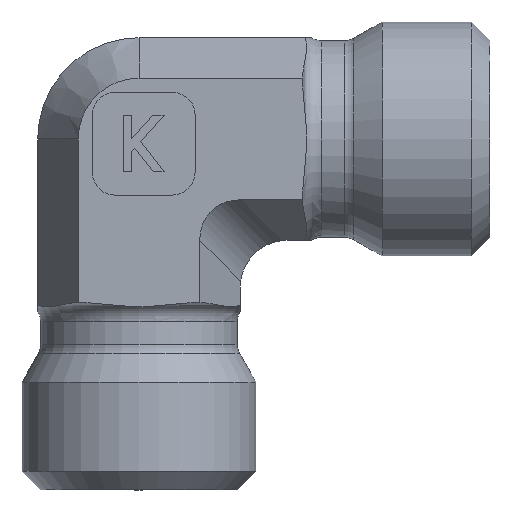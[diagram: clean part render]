
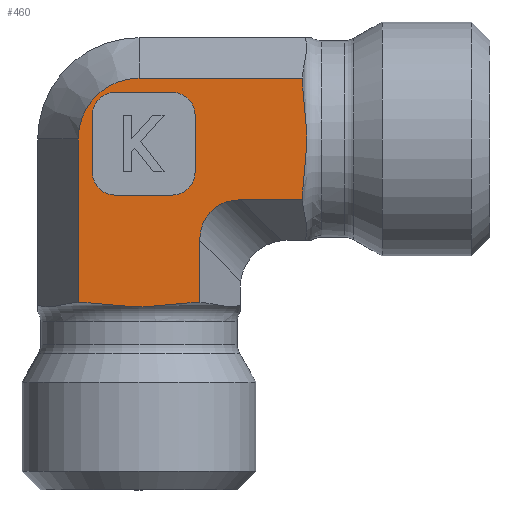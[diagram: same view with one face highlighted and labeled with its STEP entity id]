
A CAD part, left-side view. The second image highlights one B-rep face of the part: STEP entity #460.
In plain terms, the highlighted planar face has unit normal (-1, 0, 0).
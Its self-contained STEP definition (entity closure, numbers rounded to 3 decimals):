
#193=CARTESIAN_POINT('',(-24.485,7.364,2.));
#194=VERTEX_POINT('',#193);
#202=CARTESIAN_POINT('',(-24.485,11.723,2.));
#203=VERTEX_POINT('',#202);
#204=CARTESIAN_POINT('',(-24.485,11.723,2.));
#205=CARTESIAN_POINT('',(-24.485,11.502,2.));
#206=CARTESIAN_POINT('',(-24.485,11.237,1.979));
#207=CARTESIAN_POINT('',(-24.485,10.557,1.905));
#208=CARTESIAN_POINT('',(-24.485,10.007,1.824));
#209=CARTESIAN_POINT('',(-24.485,9.081,1.824));
#210=CARTESIAN_POINT('',(-24.485,8.531,1.905));
#211=CARTESIAN_POINT('',(-24.485,7.851,1.979));
#212=CARTESIAN_POINT('',(-24.485,7.586,2.));
#213=CARTESIAN_POINT('',(-24.485,7.364,2.));
#214=B_SPLINE_CURVE_WITH_KNOTS('',3,(#204,#205,#206,#207,#208,#209,#210,#211,#212,#213),.UNSPECIFIED.,.F.,.U.,(4,2,2,2,4),(0.554,0.62,0.759,0.898,0.964),.UNSPECIFIED.);
#215=EDGE_CURVE('',#203,#194,#214,.T.);
#287=CARTESIAN_POINT('',(-24.485,6.946,0.0));
#288=DIRECTION('',(-1.0,0.0,0.0));
#289=DIRECTION('',(0.0,0.0,1.0));
#290=AXIS2_PLACEMENT_3D('',#287,#288,#289);
#291=PLANE('',#290);
#292=ORIENTED_EDGE('',*,*,#215,.T.);
#293=CARTESIAN_POINT('',(-24.485,6.946,2.));
#294=VERTEX_POINT('',#293);
#295=CARTESIAN_POINT('',(-24.485,7.364,2.));
#296=DIRECTION('',(0.0,-1.0,0.0));
#297=VECTOR('',#296,0.419);
#298=LINE('',#295,#297);
#299=EDGE_CURVE('',#194,#294,#298,.T.);
#300=ORIENTED_EDGE('',*,*,#299,.T.);
#301=CARTESIAN_POINT('',(-24.485,6.946,4.67));
#302=VERTEX_POINT('',#301);
#303=CARTESIAN_POINT('',(-24.485,6.946,2.));
#304=DIRECTION('',(0.0,0.0,1.0));
#305=VECTOR('',#304,2.67);
#306=LINE('',#303,#305);
#307=EDGE_CURVE('',#294,#302,#306,.T.);
#308=ORIENTED_EDGE('',*,*,#307,.T.);
#309=CARTESIAN_POINT('',(-24.485,5.214,6.402));
#310=VERTEX_POINT('',#309);
#311=CARTESIAN_POINT('',(-24.485,4.636,4.093));
#312=DIRECTION('',(-1.0,0.0,0.0));
#313=DIRECTION('',(0.0,0.707,0.707));
#314=AXIS2_PLACEMENT_3D('',#311,#312,#313);
#315=ELLIPSE('',#314,2.582,2.0);
#316=EDGE_CURVE('',#310,#302,#315,.T.);
#317=ORIENTED_EDGE('',*,*,#316,.F.);
#318=CARTESIAN_POINT('',(-24.485,2.544,6.402));
#319=VERTEX_POINT('',#318);
#320=CARTESIAN_POINT('',(-24.485,5.214,6.402));
#321=DIRECTION('',(0.0,-1.0,0.0));
#322=VECTOR('',#321,2.67);
#323=LINE('',#320,#322);
#324=EDGE_CURVE('',#310,#319,#323,.T.);
#325=ORIENTED_EDGE('',*,*,#324,.T.);
#326=CARTESIAN_POINT('',(-24.485,2.544,6.821));
#327=VERTEX_POINT('',#326);
#328=CARTESIAN_POINT('',(-24.485,2.544,6.402));
#329=DIRECTION('',(0.0,0.0,1.0));
#330=VECTOR('',#329,0.419);
#331=LINE('',#328,#330);
#332=EDGE_CURVE('',#319,#327,#331,.T.);
#333=ORIENTED_EDGE('',*,*,#332,.T.);
#334=CARTESIAN_POINT('',(-24.485,2.544,11.179));
#335=VERTEX_POINT('',#334);
#336=CARTESIAN_POINT('',(-24.485,2.544,6.821));
#337=CARTESIAN_POINT('',(-24.485,2.544,7.042));
#338=CARTESIAN_POINT('',(-24.485,2.523,7.307));
#339=CARTESIAN_POINT('',(-24.485,2.448,7.987));
#340=CARTESIAN_POINT('',(-24.485,2.368,8.537));
#341=CARTESIAN_POINT('',(-24.485,2.368,9.463));
#342=CARTESIAN_POINT('',(-24.485,2.448,10.013));
#343=CARTESIAN_POINT('',(-24.485,2.523,10.693));
#344=CARTESIAN_POINT('',(-24.485,2.544,10.958));
#345=CARTESIAN_POINT('',(-24.485,2.544,11.179));
#346=B_SPLINE_CURVE_WITH_KNOTS('',3,(#336,#337,#338,#339,#340,#341,#342,#343,#344,#345),.UNSPECIFIED.,.F.,.U.,(4,2,2,2,4),(0.554,0.62,0.759,0.898,0.965),.UNSPECIFIED.);
#347=EDGE_CURVE('',#327,#335,#346,.T.);
#348=ORIENTED_EDGE('',*,*,#347,.T.);
#349=CARTESIAN_POINT('',(-24.485,2.544,11.598));
#350=VERTEX_POINT('',#349);
#351=CARTESIAN_POINT('',(-24.485,2.544,11.179));
#352=DIRECTION('',(0.0,0.0,1.0));
#353=VECTOR('',#352,0.419);
#354=LINE('',#351,#353);
#355=EDGE_CURVE('',#335,#350,#354,.T.);
#356=ORIENTED_EDGE('',*,*,#355,.T.);
#357=CARTESIAN_POINT('',(-24.485,9.544,11.598));
#358=VERTEX_POINT('',#357);
#359=CARTESIAN_POINT('',(-24.485,9.544,11.598));
#360=DIRECTION('',(0.0,-1.0,0.0));
#361=VECTOR('',#360,7.0);
#362=LINE('',#359,#361);
#363=EDGE_CURVE('',#358,#350,#362,.T.);
#364=ORIENTED_EDGE('',*,*,#363,.F.);
#365=CARTESIAN_POINT('',(-24.485,12.142,9.0));
#366=VERTEX_POINT('',#365);
#367=CARTESIAN_POINT('',(-24.485,9.544,9.0));
#368=DIRECTION('',(-1.0,0.0,0.0));
#369=DIRECTION('',(0.0,0.0,1.0));
#370=AXIS2_PLACEMENT_3D('',#367,#368,#369);
#371=CIRCLE('',#370,2.598);
#372=EDGE_CURVE('',#358,#366,#371,.T.);
#373=ORIENTED_EDGE('',*,*,#372,.T.);
#374=CARTESIAN_POINT('',(-24.485,12.142,2.));
#375=VERTEX_POINT('',#374);
#376=CARTESIAN_POINT('',(-24.485,12.142,2.));
#377=DIRECTION('',(0.0,0.0,1.0));
#378=VECTOR('',#377,7.);
#379=LINE('',#376,#378);
#380=EDGE_CURVE('',#375,#366,#379,.T.);
#381=ORIENTED_EDGE('',*,*,#380,.F.);
#382=CARTESIAN_POINT('',(-24.485,12.142,2.));
#383=DIRECTION('',(0.0,-1.0,0.0));
#384=VECTOR('',#383,0.419);
#385=LINE('',#382,#384);
#386=EDGE_CURVE('',#375,#203,#385,.T.);
#387=ORIENTED_EDGE('',*,*,#386,.T.);
#388=EDGE_LOOP('',(#292,#300,#308,#317,#325,#333,#348,#356,#364,#373,#381,#387));
#389=FACE_OUTER_BOUND('',#388,.T.);
#390=CARTESIAN_POINT('',(-24.485,10.544,11.));
#391=VERTEX_POINT('',#390);
#392=CARTESIAN_POINT('',(-24.485,11.544,10.));
#393=VERTEX_POINT('',#392);
#394=CARTESIAN_POINT('',(-24.485,10.544,10.));
#395=DIRECTION('',(-1.0,0.0,0.0));
#396=DIRECTION('',(0.0,0.707,0.707));
#397=AXIS2_PLACEMENT_3D('',#394,#395,#396);
#398=CIRCLE('',#397,1.0);
#399=EDGE_CURVE('',#391,#393,#398,.T.);
#400=ORIENTED_EDGE('',*,*,#399,.F.);
#401=CARTESIAN_POINT('',(-24.485,8.144,11.));
#402=VERTEX_POINT('',#401);
#403=CARTESIAN_POINT('',(-24.485,10.544,11.));
#404=DIRECTION('',(0.0,-1.0,0.0));
#405=VECTOR('',#404,2.4);
#406=LINE('',#403,#405);
#407=EDGE_CURVE('',#391,#402,#406,.T.);
#408=ORIENTED_EDGE('',*,*,#407,.T.);
#409=CARTESIAN_POINT('',(-24.485,7.144,10.));
#410=VERTEX_POINT('',#409);
#411=CARTESIAN_POINT('',(-24.485,8.144,10.));
#412=DIRECTION('',(-1.0,0.0,0.0));
#413=DIRECTION('',(0.0,-0.707,0.707));
#414=AXIS2_PLACEMENT_3D('',#411,#412,#413);
#415=CIRCLE('',#414,1.0);
#416=EDGE_CURVE('',#410,#402,#415,.T.);
#417=ORIENTED_EDGE('',*,*,#416,.F.);
#418=CARTESIAN_POINT('',(-24.485,7.144,7.6));
#419=VERTEX_POINT('',#418);
#420=CARTESIAN_POINT('',(-24.485,7.144,10.));
#421=DIRECTION('',(0.0,0.0,-1.0));
#422=VECTOR('',#421,2.4);
#423=LINE('',#420,#422);
#424=EDGE_CURVE('',#410,#419,#423,.T.);
#425=ORIENTED_EDGE('',*,*,#424,.T.);
#426=CARTESIAN_POINT('',(-24.485,8.144,6.6));
#427=VERTEX_POINT('',#426);
#428=CARTESIAN_POINT('',(-24.485,8.144,7.6));
#429=DIRECTION('',(-1.0,0.0,0.0));
#430=DIRECTION('',(0.0,-0.707,-0.707));
#431=AXIS2_PLACEMENT_3D('',#428,#429,#430);
#432=CIRCLE('',#431,1.0);
#433=EDGE_CURVE('',#427,#419,#432,.T.);
#434=ORIENTED_EDGE('',*,*,#433,.F.);
#435=CARTESIAN_POINT('',(-24.485,10.544,6.6));
#436=VERTEX_POINT('',#435);
#437=CARTESIAN_POINT('',(-24.485,8.144,6.6));
#438=DIRECTION('',(0.0,1.0,0.0));
#439=VECTOR('',#438,2.4);
#440=LINE('',#437,#439);
#441=EDGE_CURVE('',#427,#436,#440,.T.);
#442=ORIENTED_EDGE('',*,*,#441,.T.);
#443=CARTESIAN_POINT('',(-24.485,11.544,7.6));
#444=VERTEX_POINT('',#443);
#445=CARTESIAN_POINT('',(-24.485,10.544,7.6));
#446=DIRECTION('',(-1.0,0.0,0.0));
#447=DIRECTION('',(0.0,0.707,-0.707));
#448=AXIS2_PLACEMENT_3D('',#445,#446,#447);
#449=CIRCLE('',#448,1.0);
#450=EDGE_CURVE('',#444,#436,#449,.T.);
#451=ORIENTED_EDGE('',*,*,#450,.F.);
#452=CARTESIAN_POINT('',(-24.485,11.544,7.6));
#453=DIRECTION('',(0.0,0.0,1.0));
#454=VECTOR('',#453,2.4);
#455=LINE('',#452,#454);
#456=EDGE_CURVE('',#444,#393,#455,.T.);
#457=ORIENTED_EDGE('',*,*,#456,.T.);
#458=EDGE_LOOP('',(#400,#408,#417,#425,#434,#442,#451,#457));
#459=FACE_BOUND('',#458,.T.);
#460=ADVANCED_FACE('',(#389,#459),#291,.T.);
